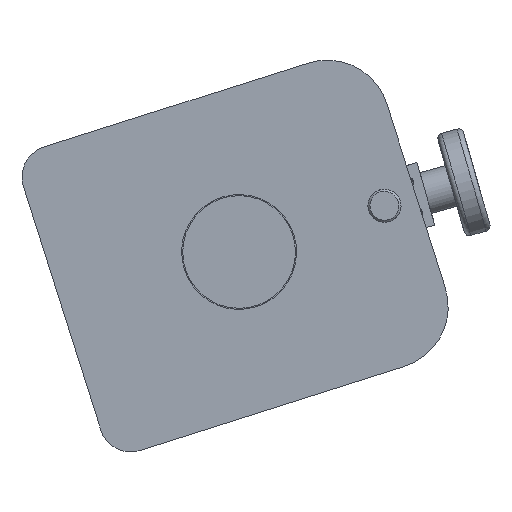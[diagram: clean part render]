
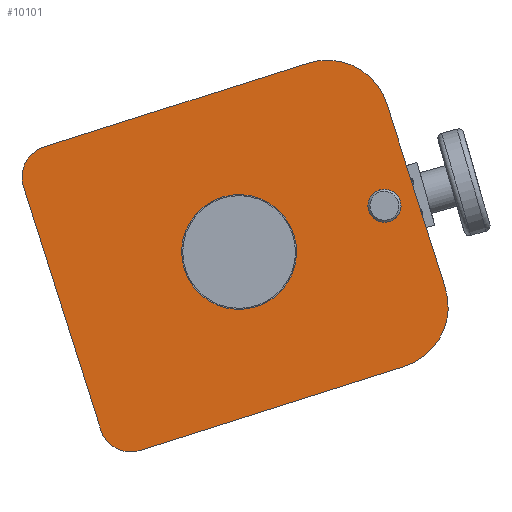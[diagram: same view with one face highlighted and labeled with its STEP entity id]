
A CAD part, front view. The second image highlights one B-rep face of the part: STEP entity #10101.
In plain terms, the highlighted planar face has unit normal (0, -1, 0).
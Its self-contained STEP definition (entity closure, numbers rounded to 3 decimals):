
#678=FACE_BOUND('',#3608,.T.);
#679=FACE_BOUND('',#3609,.T.);
#1096=PLANE('',#10855);
#1421=LINE('',#15485,#2064);
#1425=LINE('',#15494,#2068);
#1429=LINE('',#15517,#2072);
#1431=LINE('',#15523,#2074);
#2064=VECTOR('',#12198,132.8);
#2068=VECTOR('',#12208,122.4);
#2072=VECTOR('',#12236,132.8);
#2074=VECTOR('',#12244,92.4);
#2944=FACE_OUTER_BOUND('',#3607,.T.);
#3607=EDGE_LOOP('',(#7555,#7556,#7557,#7558,#7559,#7560,#7561,#7562));
#3608=EDGE_LOOP('',(#7563));
#3609=EDGE_LOOP('',(#7564));
#4676=CIRCLE('',#10838,15.);
#4677=CIRCLE('',#10841,15.);
#4680=CIRCLE('',#10846,27.5);
#4681=CIRCLE('',#10848,7.938);
#4682=CIRCLE('',#10850,30.);
#4683=CIRCLE('',#10853,30.);
#5239=VERTEX_POINT('',#15482);
#5240=VERTEX_POINT('',#15484);
#5241=VERTEX_POINT('',#15488);
#5242=VERTEX_POINT('',#15492);
#5243=VERTEX_POINT('',#15496);
#5246=VERTEX_POINT('',#15505);
#5247=VERTEX_POINT('',#15508);
#5248=VERTEX_POINT('',#15511);
#5249=VERTEX_POINT('',#15515);
#5250=VERTEX_POINT('',#15519);
#6216=EDGE_CURVE('',#5239,#5240,#1421,.T.);
#6219=EDGE_CURVE('',#5241,#5239,#4676,.T.);
#6221=EDGE_CURVE('',#5242,#5241,#1425,.T.);
#6223=EDGE_CURVE('',#5243,#5242,#4677,.T.);
#6226=EDGE_CURVE('',#5246,#5246,#4680,.T.);
#6227=EDGE_CURVE('',#5247,#5247,#4681,.T.);
#6228=EDGE_CURVE('',#5240,#5248,#4682,.T.);
#6231=EDGE_CURVE('',#5249,#5243,#1429,.T.);
#6233=EDGE_CURVE('',#5250,#5249,#4683,.T.);
#6234=EDGE_CURVE('',#5248,#5250,#1431,.T.);
#7555=ORIENTED_EDGE('',*,*,#6234,.F.);
#7556=ORIENTED_EDGE('',*,*,#6228,.F.);
#7557=ORIENTED_EDGE('',*,*,#6216,.F.);
#7558=ORIENTED_EDGE('',*,*,#6219,.F.);
#7559=ORIENTED_EDGE('',*,*,#6221,.F.);
#7560=ORIENTED_EDGE('',*,*,#6223,.F.);
#7561=ORIENTED_EDGE('',*,*,#6231,.F.);
#7562=ORIENTED_EDGE('',*,*,#6233,.F.);
#7563=ORIENTED_EDGE('',*,*,#6226,.T.);
#7564=ORIENTED_EDGE('',*,*,#6227,.T.);
#10101=ADVANCED_FACE('',(#2944,#678,#679),#1096,.T.);
#10838=AXIS2_PLACEMENT_3D('',#15490,#12203,#12204);
#10841=AXIS2_PLACEMENT_3D('',#15498,#12212,#12213);
#10846=AXIS2_PLACEMENT_3D('',#15506,#12222,#12223);
#10848=AXIS2_PLACEMENT_3D('',#15509,#12226,#12227);
#10850=AXIS2_PLACEMENT_3D('',#15512,#12230,#12231);
#10853=AXIS2_PLACEMENT_3D('',#15521,#12240,#12241);
#10855=AXIS2_PLACEMENT_3D('',#15524,#12245,#12246);
#12198=DIRECTION('',(0.,0.,1.));
#12203=DIRECTION('center_axis',(0.,1.,0.));
#12204=DIRECTION('ref_axis',(0.,0.,-1.));
#12208=DIRECTION('',(-1.,0.,0.));
#12212=DIRECTION('center_axis',(0.,1.,0.));
#12213=DIRECTION('ref_axis',(1.,0.,0.));
#12222=DIRECTION('center_axis',(0.,1.,0.));
#12223=DIRECTION('ref_axis',(1.,0.,0.));
#12226=DIRECTION('center_axis',(0.,1.,0.));
#12227=DIRECTION('ref_axis',(1.,0.,0.));
#12230=DIRECTION('center_axis',(0.,1.,0.));
#12231=DIRECTION('ref_axis',(-1.,0.,0.));
#12236=DIRECTION('',(0.,0.,-1.));
#12240=DIRECTION('center_axis',(0.,1.,0.));
#12241=DIRECTION('ref_axis',(0.,0.,1.));
#12244=DIRECTION('',(1.,0.,0.));
#12245=DIRECTION('center_axis',(0.,-1.,0.));
#12246=DIRECTION('ref_axis',(0.,0.,-1.));
#15482=CARTESIAN_POINT('',(-76.2,0.,-73.9));
#15484=CARTESIAN_POINT('',(-76.2,0.,58.9));
#15485=CARTESIAN_POINT('',(-76.2,0.,-73.9));
#15488=CARTESIAN_POINT('',(-61.2,0.,-88.9));
#15490=CARTESIAN_POINT('Origin',(-61.2,0.,-73.9));
#15492=CARTESIAN_POINT('',(61.2,0.,-88.9));
#15494=CARTESIAN_POINT('',(61.2,0.,-88.9));
#15496=CARTESIAN_POINT('',(76.2,0.,-73.9));
#15498=CARTESIAN_POINT('Origin',(61.2,0.,-73.9));
#15505=CARTESIAN_POINT('',(-27.5,0.,0.));
#15506=CARTESIAN_POINT('Origin',(0.,0.,0.));
#15508=CARTESIAN_POINT('',(-7.937,0.,73.025));
#15509=CARTESIAN_POINT('Origin',(0.,0.,73.025));
#15511=CARTESIAN_POINT('',(-46.2,0.,88.9));
#15512=CARTESIAN_POINT('Origin',(-46.2,0.,58.9));
#15515=CARTESIAN_POINT('',(76.2,0.,58.9));
#15517=CARTESIAN_POINT('',(76.2,0.,58.9));
#15519=CARTESIAN_POINT('',(46.2,0.,88.9));
#15521=CARTESIAN_POINT('Origin',(46.2,0.,58.9));
#15523=CARTESIAN_POINT('',(-46.2,0.,88.9));
#15524=CARTESIAN_POINT('Origin',(0.,0.,-3.572));
